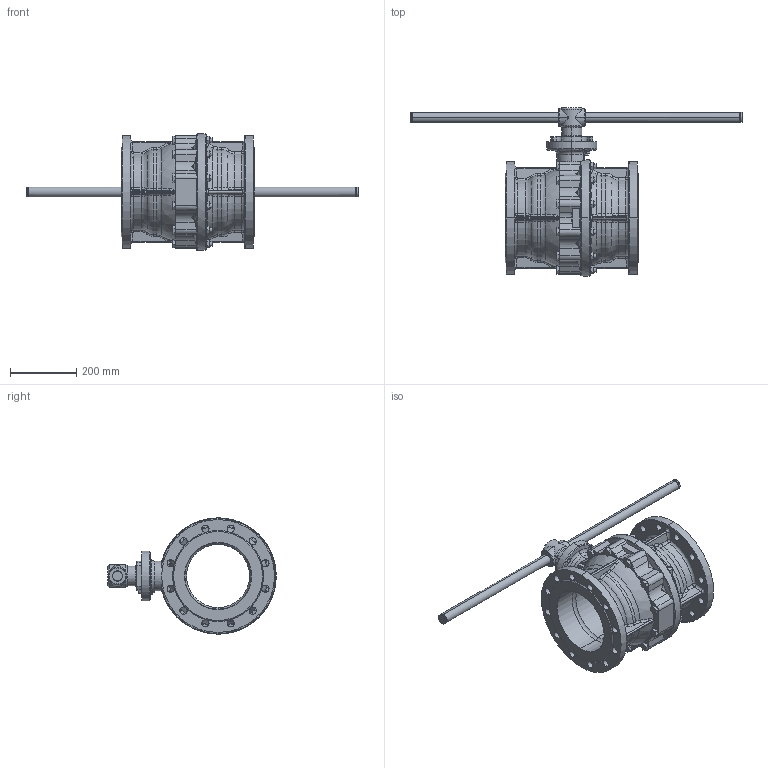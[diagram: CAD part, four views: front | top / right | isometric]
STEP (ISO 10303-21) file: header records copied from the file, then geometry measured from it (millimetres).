
FILE_DESCRIPTION (( 'STEP AP203' ), '1' );
FILE_NAME ('B2.DN200.STEP', '2011-12-15T13:59:06', ( ' ' ), ( '' ), 'SwSTEP 2.0', 'SolidWorks 2009', '' );
FILE_SCHEMA (( 'CONFIG_CONTROL_DESIGN' ));
Length unit declared in the file: millimetre
Products named in the file (1): B2.DN200
Bounding box: 1000 x 507 x 350 mm (x, y, z)
Volume: 15981483.2 mm3; surface area: 1125309.5 mm2
Topology: 1 solids, 2 shells, 953 faces, 2554 edges, 1616 vertices
Faces by surface type: plane 276, cylinder 233, cone 185, torus 120, bspline 115, sphere 24
Entity records: 41354 total; most frequent: CARTESIAN_POINT 18978, ORIENTED_EDGE 5108, DIRECTION 4167, EDGE_CURVE 2554, AXIS2_PLACEMENT_3D 1705, VERTEX_POINT 1616, EDGE_LOOP 1022, ADVANCED_FACE 953
